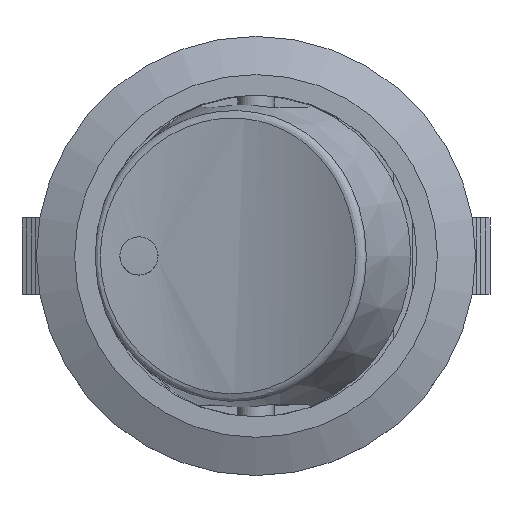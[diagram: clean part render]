
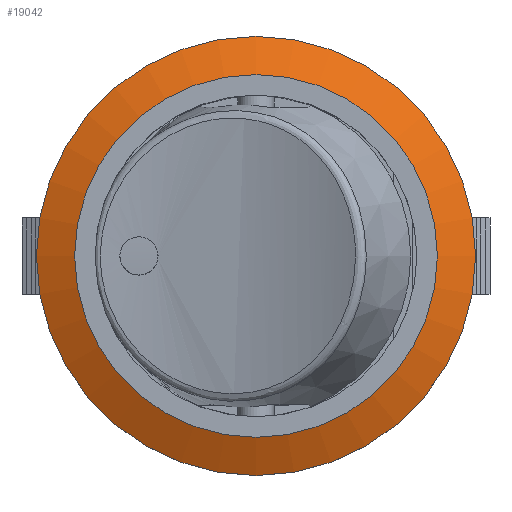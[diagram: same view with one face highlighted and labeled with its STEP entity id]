
A CAD part, top view. The second image highlights one B-rep face of the part: STEP entity #19042.
In plain terms, the highlighted conical face has half-angle 65.772 degrees and reference radius 10.5 mm.
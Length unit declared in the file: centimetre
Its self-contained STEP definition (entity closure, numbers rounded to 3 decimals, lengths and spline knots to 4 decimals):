
#341=CONICAL_SURFACE('',#20104,1.05,1.148);
#2238=CIRCLE('',#20105,1.15);
#2239=CIRCLE('',#20106,0.95);
#3296=FACE_OUTER_BOUND('',#4460,.T.);
#4460=EDGE_LOOP('',(#17495,#17496,#17497,#17498));
#5782=LINE('',#92713,#7100);
#7100=VECTOR('',#23519,1.05);
#8974=VERTEX_POINT('',#92710);
#8975=VERTEX_POINT('',#92712);
#11819=EDGE_CURVE('',#8974,#8974,#2238,.T.);
#11820=EDGE_CURVE('',#8974,#8975,#5782,.T.);
#11821=EDGE_CURVE('',#8975,#8975,#2239,.T.);
#17495=ORIENTED_EDGE('',*,*,#11819,.T.);
#17496=ORIENTED_EDGE('',*,*,#11820,.T.);
#17497=ORIENTED_EDGE('',*,*,#11821,.T.);
#17498=ORIENTED_EDGE('',*,*,#11820,.F.);
#19042=ADVANCED_FACE('',(#3296),#341,.T.);
#20104=AXIS2_PLACEMENT_3D('',#92709,#23515,#23516);
#20105=AXIS2_PLACEMENT_3D('',#92711,#23517,#23518);
#20106=AXIS2_PLACEMENT_3D('',#92714,#23520,#23521);
#23515=DIRECTION('center_axis',(0.,0.,-1.));
#23516=DIRECTION('ref_axis',(-1.,0.,0.));
#23517=DIRECTION('center_axis',(0.,0.,1.));
#23518=DIRECTION('ref_axis',(-1.,0.,0.));
#23519=DIRECTION('',(-0.912,0.,0.41));
#23520=DIRECTION('center_axis',(0.,0.,-1.));
#23521=DIRECTION('ref_axis',(-1.,0.,0.));
#92709=CARTESIAN_POINT('Origin',(0.,0.,0.155));
#92710=CARTESIAN_POINT('',(1.15,0.,0.11));
#92711=CARTESIAN_POINT('Origin',(0.,0.,0.11));
#92712=CARTESIAN_POINT('',(0.95,0.,0.2));
#92713=CARTESIAN_POINT('',(1.05,0.,0.155));
#92714=CARTESIAN_POINT('Origin',(0.,0.,0.2));
